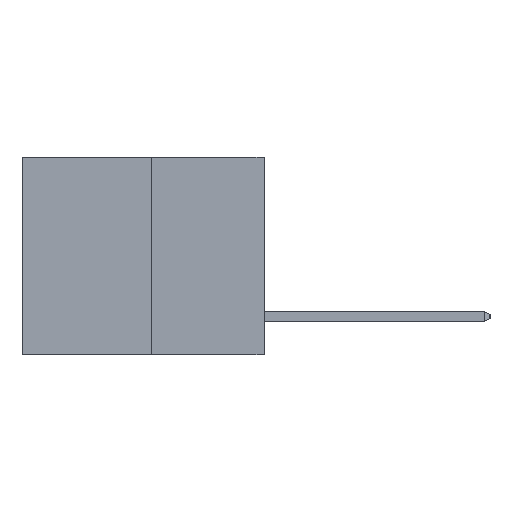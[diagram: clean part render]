
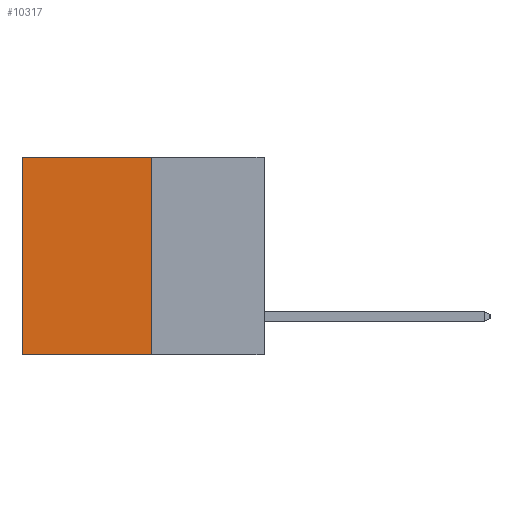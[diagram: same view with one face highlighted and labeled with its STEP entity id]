
A CAD part, left-side view. The second image highlights one B-rep face of the part: STEP entity #10317.
In plain terms, the highlighted planar face has unit normal (-1, 0, 0).
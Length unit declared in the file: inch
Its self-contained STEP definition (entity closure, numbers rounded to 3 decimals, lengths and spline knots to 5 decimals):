
#573 = PLANE ( 'NONE',  #5370 ) ;
#728 = CARTESIAN_POINT ( 'NONE',  ( 0.3165, 0.28, -0.49 ) ) ;
#754 = ORIENTED_EDGE ( 'NONE', *, *, #10449, .T. ) ;
#1327 = VECTOR ( 'NONE', #7198, 39.37008 ) ;
#1544 = VECTOR ( 'NONE', #8233, 39.37008 ) ;
#1957 = VECTOR ( 'NONE', #4703, 39.37008 ) ;
#2525 = CARTESIAN_POINT ( 'NONE',  ( 0.3165, 0.28, 0. ) ) ;
#2587 = CARTESIAN_POINT ( 'NONE',  ( 0.3165, 0.6, -0.49 ) ) ;
#4285 = VERTEX_POINT ( 'NONE', #2525 ) ;
#4681 = DIRECTION ( 'NONE',  ( 0., 1., 0. ) ) ;
#4703 = DIRECTION ( 'NONE',  ( 0., 1., 0. ) ) ;
#4973 = VECTOR ( 'NONE', #4681, 39.37008 ) ;
#5370 = AXIS2_PLACEMENT_3D ( 'NONE', #728, #9497, #10586 ) ;
#5494 = ORIENTED_EDGE ( 'NONE', *, *, #5909, .F. ) ;
#5909 = EDGE_CURVE ( 'NONE', #4285, #11719, #11424, .T. ) ;
#7126 = VERTEX_POINT ( 'NONE', #7277 ) ;
#7198 = DIRECTION ( 'NONE',  ( 0., 0., -1. ) ) ;
#7233 = ORIENTED_EDGE ( 'NONE', *, *, #10241, .F. ) ;
#7277 = CARTESIAN_POINT ( 'NONE',  ( 0.3165, 0.6, -0.49 ) ) ;
#7656 = CARTESIAN_POINT ( 'NONE',  ( 0.3165, 0.28, -0.49 ) ) ;
#7766 = ORIENTED_EDGE ( 'NONE', *, *, #9736, .T. ) ;
#8233 = DIRECTION ( 'NONE',  ( 0., 0., -1. ) ) ;
#8411 = CARTESIAN_POINT ( 'NONE',  ( 0.3165, 0.6, 0. ) ) ;
#9327 = CARTESIAN_POINT ( 'NONE',  ( 0.3165, 0.28, -0.49 ) ) ;
#9497 = DIRECTION ( 'NONE',  ( 1., 0., 0. ) ) ;
#9736 = EDGE_CURVE ( 'NONE', #11607, #7126, #13260, .T. ) ;
#10241 = EDGE_CURVE ( 'NONE', #11719, #7126, #11881, .T. ) ;
#10317 = ADVANCED_FACE ( 'NONE', ( #12556 ), #573, .F. ) ;
#10449 = EDGE_CURVE ( 'NONE', #4285, #11607, #10649, .T. ) ;
#10586 = DIRECTION ( 'NONE',  ( 0., 0., -1. ) ) ;
#10649 = LINE ( 'NONE', #11162, #1957 ) ;
#11162 = CARTESIAN_POINT ( 'NONE',  ( 0.3165, 0.28, 0. ) ) ;
#11424 = LINE ( 'NONE', #9327, #1544 ) ;
#11607 = VERTEX_POINT ( 'NONE', #8411 ) ;
#11719 = VERTEX_POINT ( 'NONE', #7656 ) ;
#11881 = LINE ( 'NONE', #13516, #4973 ) ;
#12556 = FACE_OUTER_BOUND ( 'NONE', #13990, .T. ) ;
#13260 = LINE ( 'NONE', #2587, #1327 ) ;
#13516 = CARTESIAN_POINT ( 'NONE',  ( 0.3165, 0.28, -0.49 ) ) ;
#13990 = EDGE_LOOP ( 'NONE', ( #7766, #7233, #5494, #754 ) ) ;
